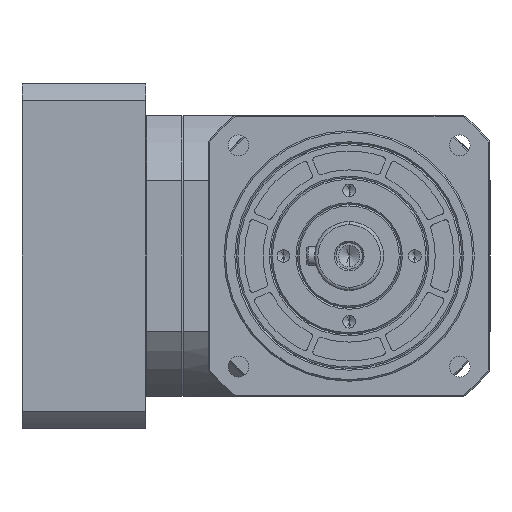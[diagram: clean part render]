
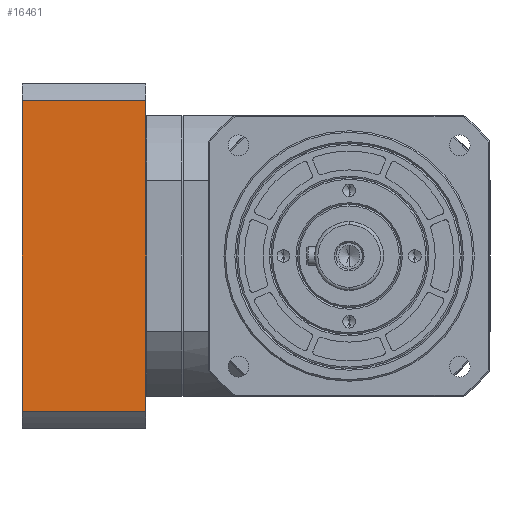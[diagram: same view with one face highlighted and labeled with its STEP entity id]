
A CAD part, left-side view. The second image highlights one B-rep face of the part: STEP entity #16461.
In plain terms, the highlighted face is planar.
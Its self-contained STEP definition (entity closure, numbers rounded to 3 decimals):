
#15272=DIRECTION('',(0.,1.,0.));
#15273=VECTOR('',#15272,99.06);
#15274=CARTESIAN_POINT('',(39.5,-49.53,54.98));
#15275=LINE('',#15274,#15273);
#15347=DIRECTION('',(-1.,0.,0.));
#15348=VECTOR('',#15347,39.5);
#15349=CARTESIAN_POINT('',(39.5,49.53,54.98));
#15350=LINE('',#15349,#15348);
#15355=DIRECTION('',(0.,1.,0.));
#15356=VECTOR('',#15355,99.06);
#15357=CARTESIAN_POINT('',(0.,-49.53,54.98));
#15358=LINE('',#15357,#15356);
#15363=DIRECTION('',(1.,0.,0.));
#15364=VECTOR('',#15363,39.5);
#15365=CARTESIAN_POINT('',(0.,-49.53,54.98));
#15366=LINE('',#15365,#15364);
#15978=CARTESIAN_POINT('',(0.,49.53,54.98));
#15979=VERTEX_POINT('',#15978);
#15980=CARTESIAN_POINT('',(0.,-49.53,54.98));
#15981=VERTEX_POINT('',#15980);
#15998=CARTESIAN_POINT('',(39.5,-49.53,54.98));
#15999=VERTEX_POINT('',#15998);
#16000=CARTESIAN_POINT('',(39.5,49.53,54.98));
#16001=VERTEX_POINT('',#16000);
#16448=CARTESIAN_POINT('',(39.5,49.53,54.98));
#16449=DIRECTION('',(0.,0.,1.));
#16450=DIRECTION('',(0.,-1.,0.));
#16451=AXIS2_PLACEMENT_3D('',#16448,#16449,#16450);
#16452=PLANE('',#16451);
#16453=ORIENTED_EDGE('',*,*,#16368,.F.);
#16455=ORIENTED_EDGE('',*,*,#16454,.F.);
#16457=ORIENTED_EDGE('',*,*,#16456,.T.);
#16458=ORIENTED_EDGE('',*,*,#16440,.F.);
#16459=EDGE_LOOP('',(#16453,#16455,#16457,#16458));
#16460=FACE_OUTER_BOUND('',#16459,.F.);
#16461=ADVANCED_FACE('',(#16460),#16452,.T.);
#16368=EDGE_CURVE('',#15999,#16001,#15275,.T.);
#16440=EDGE_CURVE('',#16001,#15979,#15350,.T.);
#16454=EDGE_CURVE('',#15981,#15999,#15366,.T.);
#16456=EDGE_CURVE('',#15981,#15979,#15358,.T.);
